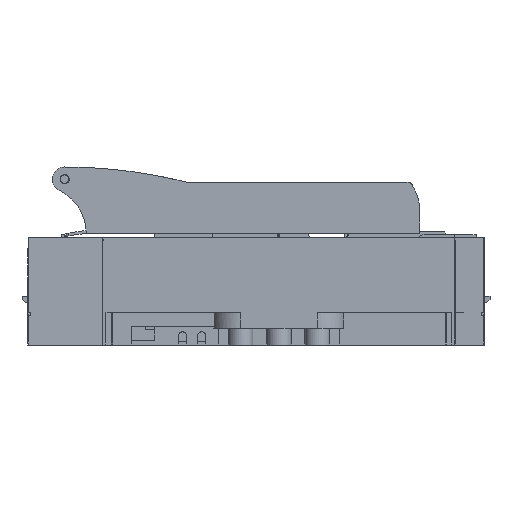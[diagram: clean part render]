
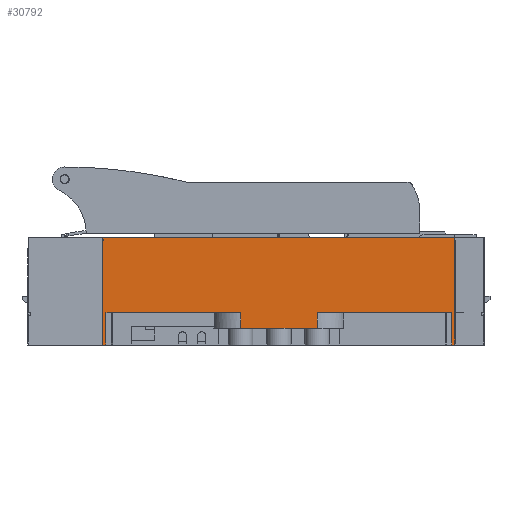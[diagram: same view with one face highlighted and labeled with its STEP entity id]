
A CAD part, front view. The second image highlights one B-rep face of the part: STEP entity #30792.
In plain terms, the highlighted face is planar.
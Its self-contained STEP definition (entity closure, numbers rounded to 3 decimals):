
#30722=AXIS2_PLACEMENT_3D('Plane Axis2P3D',#30719,#30720,#30721) ;
#29972=CARTESIAN_POINT('Vertex',(-113.,91.75,21.)) ;
#29975=CARTESIAN_POINT('Line Origine',(-69.,91.75,21.)) ;
#29979=CARTESIAN_POINT('Vertex',(-25.,91.75,21.)) ;
#30085=CARTESIAN_POINT('Line Origine',(-25.,91.75,12.66)) ;
#30089=CARTESIAN_POINT('Vertex',(-25.,91.75,11.)) ;
#30317=CARTESIAN_POINT('Vertex',(-115.,91.75,0.)) ;
#30320=CARTESIAN_POINT('Line Origine',(-114.,91.75,0.)) ;
#30324=CARTESIAN_POINT('Vertex',(-113.,91.75,0.)) ;
#30707=CARTESIAN_POINT('Line Origine',(-113.,91.75,10.5)) ;
#30719=CARTESIAN_POINT('Axis2P3D Location',(0.,91.75,0.)) ;
#30724=CARTESIAN_POINT('Line Origine',(-115.,91.75,35.)) ;
#30728=CARTESIAN_POINT('Vertex',(-115.,91.75,70.)) ;
#30731=CARTESIAN_POINT('Line Origine',(0.,91.75,70.)) ;
#30735=CARTESIAN_POINT('Vertex',(115.,91.75,70.)) ;
#30738=CARTESIAN_POINT('Line Origine',(115.,91.75,35.)) ;
#30742=CARTESIAN_POINT('Vertex',(115.,91.75,0.)) ;
#30745=CARTESIAN_POINT('Line Origine',(114.,91.75,0.)) ;
#30749=CARTESIAN_POINT('Vertex',(113.,91.75,0.)) ;
#30752=CARTESIAN_POINT('Line Origine',(113.,91.75,10.5)) ;
#30756=CARTESIAN_POINT('Vertex',(113.,91.75,21.)) ;
#30759=CARTESIAN_POINT('Line Origine',(69.,91.75,21.)) ;
#30763=CARTESIAN_POINT('Vertex',(25.,91.75,21.)) ;
#30766=CARTESIAN_POINT('Line Origine',(25.,91.75,16.)) ;
#30770=CARTESIAN_POINT('Vertex',(25.,91.75,11.)) ;
#30773=CARTESIAN_POINT('Line Origine',(0.,91.75,11.)) ;
#29976=DIRECTION('Vector Direction',(1.,0.,0.)) ;
#30086=DIRECTION('Vector Direction',(0.,0.,-1.)) ;
#30321=DIRECTION('Vector Direction',(1.,0.,0.)) ;
#30708=DIRECTION('Vector Direction',(0.,0.,1.)) ;
#30720=DIRECTION('Axis2P3D Direction',(0.,1.,0.)) ;
#30721=DIRECTION('Axis2P3D XDirection',(0.,0.,1.)) ;
#30725=DIRECTION('Vector Direction',(0.,0.,1.)) ;
#30732=DIRECTION('Vector Direction',(1.,0.,0.)) ;
#30739=DIRECTION('Vector Direction',(0.,0.,1.)) ;
#30746=DIRECTION('Vector Direction',(1.,0.,0.)) ;
#30753=DIRECTION('Vector Direction',(0.,0.,1.)) ;
#30760=DIRECTION('Vector Direction',(1.,0.,0.)) ;
#30767=DIRECTION('Vector Direction',(0.,0.,1.)) ;
#30774=DIRECTION('Vector Direction',(-1.,0.,0.)) ;
#29977=VECTOR('Line Direction',#29976,1.) ;
#30087=VECTOR('Line Direction',#30086,1.) ;
#30322=VECTOR('Line Direction',#30321,1.) ;
#30709=VECTOR('Line Direction',#30708,1.) ;
#30726=VECTOR('Line Direction',#30725,1.) ;
#30733=VECTOR('Line Direction',#30732,1.) ;
#30740=VECTOR('Line Direction',#30739,1.) ;
#30747=VECTOR('Line Direction',#30746,1.) ;
#30754=VECTOR('Line Direction',#30753,1.) ;
#30761=VECTOR('Line Direction',#30760,1.) ;
#30768=VECTOR('Line Direction',#30767,1.) ;
#30775=VECTOR('Line Direction',#30774,1.) ;
#30779=ORIENTED_EDGE('',*,*,#30326,.F.) ;
#30780=ORIENTED_EDGE('',*,*,#30730,.T.) ;
#30781=ORIENTED_EDGE('',*,*,#30737,.T.) ;
#30782=ORIENTED_EDGE('',*,*,#30744,.F.) ;
#30783=ORIENTED_EDGE('',*,*,#30751,.F.) ;
#30784=ORIENTED_EDGE('',*,*,#30758,.T.) ;
#30785=ORIENTED_EDGE('',*,*,#30765,.T.) ;
#30786=ORIENTED_EDGE('',*,*,#30772,.F.) ;
#30787=ORIENTED_EDGE('',*,*,#30777,.T.) ;
#30788=ORIENTED_EDGE('',*,*,#30091,.T.) ;
#30789=ORIENTED_EDGE('',*,*,#29981,.T.) ;
#30790=ORIENTED_EDGE('',*,*,#30711,.F.) ;
#30792=ADVANCED_FACE('Hauptkoerper nicht benutzen',(#30791),#30723,.T.) ;
#29981=EDGE_CURVE('',#29980,#29973,#29978,.F.) ;
#30091=EDGE_CURVE('',#30090,#29980,#30088,.F.) ;
#30326=EDGE_CURVE('',#30318,#30325,#30323,.T.) ;
#30711=EDGE_CURVE('',#30325,#29973,#30710,.T.) ;
#30730=EDGE_CURVE('',#30318,#30729,#30727,.T.) ;
#30737=EDGE_CURVE('',#30729,#30736,#30734,.T.) ;
#30744=EDGE_CURVE('',#30743,#30736,#30741,.T.) ;
#30751=EDGE_CURVE('',#30750,#30743,#30748,.T.) ;
#30758=EDGE_CURVE('',#30750,#30757,#30755,.T.) ;
#30765=EDGE_CURVE('',#30757,#30764,#30762,.F.) ;
#30772=EDGE_CURVE('',#30771,#30764,#30769,.T.) ;
#30777=EDGE_CURVE('',#30771,#30090,#30776,.T.) ;
#30778=EDGE_LOOP('',(#30779,#30780,#30781,#30782,#30783,#30784,#30785,#30786,#30787,#30788,#30789,#30790)) ;
#30791=FACE_OUTER_BOUND('',#30778,.T.) ;
#29978=LINE('Line',#29975,#29977) ;
#30088=LINE('Line',#30085,#30087) ;
#30323=LINE('Line',#30320,#30322) ;
#30710=LINE('Line',#30707,#30709) ;
#30727=LINE('Line',#30724,#30726) ;
#30734=LINE('Line',#30731,#30733) ;
#30741=LINE('Line',#30738,#30740) ;
#30748=LINE('Line',#30745,#30747) ;
#30755=LINE('Line',#30752,#30754) ;
#30762=LINE('Line',#30759,#30761) ;
#30769=LINE('Line',#30766,#30768) ;
#30776=LINE('Line',#30773,#30775) ;
#30723=PLANE('Plane',#30722) ;
#29973=VERTEX_POINT('',#29972) ;
#29980=VERTEX_POINT('',#29979) ;
#30090=VERTEX_POINT('',#30089) ;
#30318=VERTEX_POINT('',#30317) ;
#30325=VERTEX_POINT('',#30324) ;
#30729=VERTEX_POINT('',#30728) ;
#30736=VERTEX_POINT('',#30735) ;
#30743=VERTEX_POINT('',#30742) ;
#30750=VERTEX_POINT('',#30749) ;
#30757=VERTEX_POINT('',#30756) ;
#30764=VERTEX_POINT('',#30763) ;
#30771=VERTEX_POINT('',#30770) ;
